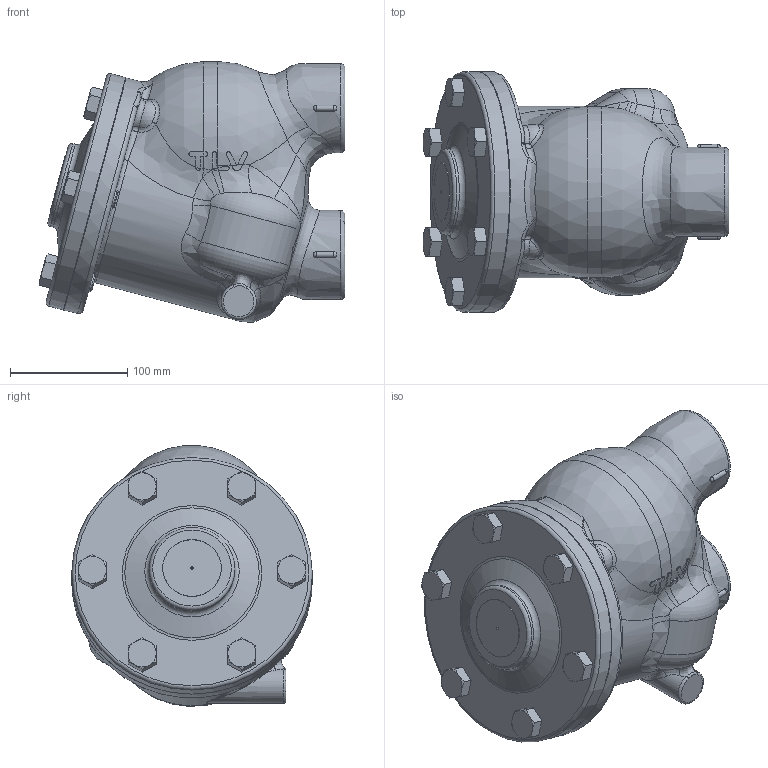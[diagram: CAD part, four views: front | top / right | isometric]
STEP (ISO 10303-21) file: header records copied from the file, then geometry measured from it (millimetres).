
FILE_DESCRIPTION(/* description */ (''),/* implementation_level */ '2;1');
FILE_NAME(/* name */ 'sj700-050-screw-00.stp',/* time_stamp */ '2018-04-25T13:04:37+09:00',/* author */ ('nakaot'),/* organization */ (''),/* preprocessor_version */ 'ST-DEVELOPER v15.6',/* originating_system */ 'Autodesk Inventor 2015',/* authorisation */ '');
FILE_SCHEMA (('CONFIG_CONTROL_DESIGN'));
Length unit declared in the file: millimetre
Products named in the file (1): sj700-050-screw-00
Bounding box: 260.76 x 205 x 222.39 mm (x, y, z)
Volume: 5217460.1 mm3; surface area: 242405.6 mm2
Topology: 1 solids, 1 shells, 283 faces, 699 edges, 428 vertices
Faces by surface type: bspline 77, plane 75, cylinder 45, cone 42, sphere 28, torus 16
Full cylindrical faces by diameter (mm): 16 x10, 50 x1, 55.169 x2, 73 x1, 145.574 x1, 205 x2
Entity records: 12893 total; most frequent: CARTESIAN_POINT 7148, ORIENTED_EDGE 1288, DIRECTION 999, EDGE_CURVE 644, AXIS2_PLACEMENT_3D 444, VERTEX_POINT 410, EDGE_LOOP 342, FACE_OUTER_BOUND 283
